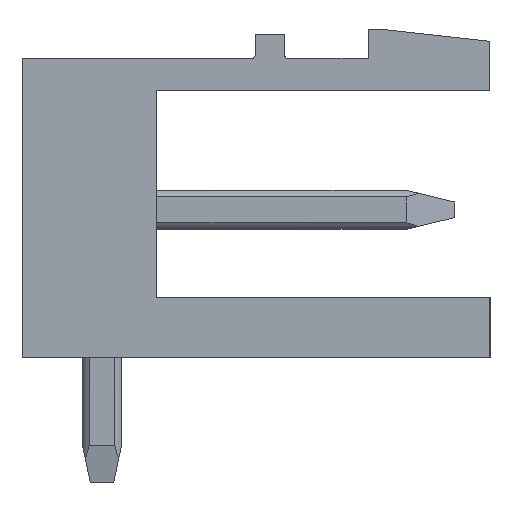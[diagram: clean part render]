
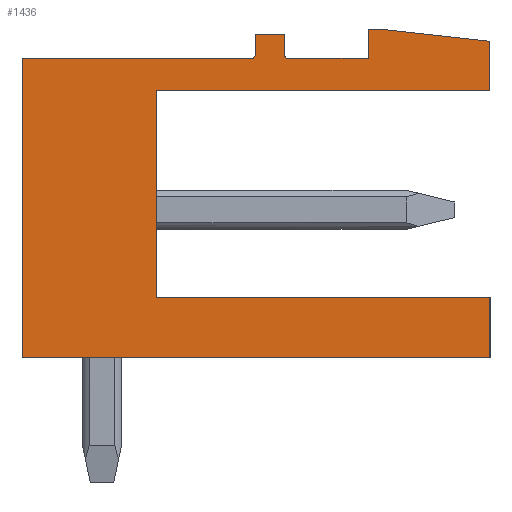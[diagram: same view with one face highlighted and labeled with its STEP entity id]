
A CAD part, left-side view. The second image highlights one B-rep face of the part: STEP entity #1436.
In plain terms, the highlighted planar face has unit normal (-1, 0, 0).
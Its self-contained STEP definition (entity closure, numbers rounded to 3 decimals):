
#348=AXIS2_PLACEMENT_3D('Circle Axis2P3D',#346,#347,$) ;
#479=AXIS2_PLACEMENT_3D('Circle Axis2P3D',#477,#478,$) ;
#1377=AXIS2_PLACEMENT_3D('Plane Axis2P3D',#1374,#1375,#1376) ;
#49=CARTESIAN_POINT('Vertex',(0.,2.8,11.63)) ;
#52=CARTESIAN_POINT('Line Origine',(0.,1.4,11.475)) ;
#56=CARTESIAN_POINT('Vertex',(0.,0.,11.32)) ;
#87=CARTESIAN_POINT('Vertex',(0.,3.12,11.63)) ;
#90=CARTESIAN_POINT('Line Origine',(0.,2.96,11.63)) ;
#286=CARTESIAN_POINT('Vertex',(0.,3.12,10.88)) ;
#289=CARTESIAN_POINT('Line Origine',(0.,3.12,11.255)) ;
#343=CARTESIAN_POINT('Vertex',(0.,5.27,10.98)) ;
#346=CARTESIAN_POINT('Axis2P3D Location',(0.,5.17,10.98)) ;
#350=CARTESIAN_POINT('Vertex',(0.,5.17,10.88)) ;
#381=CARTESIAN_POINT('Vertex',(0.,5.27,11.5)) ;
#384=CARTESIAN_POINT('Line Origine',(0.,5.27,11.24)) ;
#412=CARTESIAN_POINT('Vertex',(0.,6.02,11.5)) ;
#415=CARTESIAN_POINT('Line Origine',(0.,5.645,11.5)) ;
#443=CARTESIAN_POINT('Vertex',(0.,6.02,10.98)) ;
#446=CARTESIAN_POINT('Line Origine',(0.,6.02,11.24)) ;
#474=CARTESIAN_POINT('Vertex',(0.,6.12,10.88)) ;
#477=CARTESIAN_POINT('Axis2P3D Location',(0.,6.12,10.98)) ;
#505=CARTESIAN_POINT('Vertex',(0.,12.,10.88)) ;
#508=CARTESIAN_POINT('Line Origine',(0.,9.06,10.88)) ;
#536=CARTESIAN_POINT('Vertex',(0.,12.,3.2)) ;
#539=CARTESIAN_POINT('Line Origine',(0.,12.,7.04)) ;
#567=CARTESIAN_POINT('Vertex',(0.,0.,3.2)) ;
#570=CARTESIAN_POINT('Line Origine',(0.,6.,3.2)) ;
#1374=CARTESIAN_POINT('Axis2P3D Location',(0.,0.,0.)) ;
#1379=CARTESIAN_POINT('Line Origine',(0.,8.55,7.4)) ;
#1383=CARTESIAN_POINT('Vertex',(0.,8.55,4.74)) ;
#1385=CARTESIAN_POINT('Vertex',(0.,8.55,10.06)) ;
#1388=CARTESIAN_POINT('Line Origine',(0.,4.275,10.06)) ;
#1392=CARTESIAN_POINT('Vertex',(0.,0.,10.06)) ;
#1395=CARTESIAN_POINT('Line Origine',(0.,0.,10.69)) ;
#1400=CARTESIAN_POINT('Line Origine',(0.,4.145,10.88)) ;
#1405=CARTESIAN_POINT('Line Origine',(0.,0.,3.97)) ;
#1409=CARTESIAN_POINT('Vertex',(0.,0.,4.74)) ;
#1412=CARTESIAN_POINT('Line Origine',(0.,4.275,4.74)) ;
#53=DIRECTION('Vector Direction',(0.,0.994,0.11)) ;
#91=DIRECTION('Vector Direction',(0.,-1.,0.)) ;
#290=DIRECTION('Vector Direction',(0.,0.,-1.)) ;
#347=DIRECTION('Axis2P3D Direction',(-1.,0.,0.)) ;
#385=DIRECTION('Vector Direction',(0.,0.,-1.)) ;
#416=DIRECTION('Vector Direction',(0.,1.,0.)) ;
#447=DIRECTION('Vector Direction',(0.,0.,-1.)) ;
#478=DIRECTION('Axis2P3D Direction',(-1.,0.,0.)) ;
#509=DIRECTION('Vector Direction',(0.,1.,0.)) ;
#540=DIRECTION('Vector Direction',(0.,0.,-1.)) ;
#571=DIRECTION('Vector Direction',(0.,1.,0.)) ;
#1375=DIRECTION('Axis2P3D Direction',(-1.,0.,0.)) ;
#1376=DIRECTION('Axis2P3D XDirection',(0.,-1.,0.)) ;
#1380=DIRECTION('Vector Direction',(0.,0.,-1.)) ;
#1389=DIRECTION('Vector Direction',(0.,1.,0.)) ;
#1396=DIRECTION('Vector Direction',(0.,0.,1.)) ;
#1401=DIRECTION('Vector Direction',(0.,1.,0.)) ;
#1406=DIRECTION('Vector Direction',(0.,0.,-1.)) ;
#1413=DIRECTION('Vector Direction',(0.,-1.,0.)) ;
#54=VECTOR('Line Direction',#53,1.) ;
#92=VECTOR('Line Direction',#91,1.) ;
#291=VECTOR('Line Direction',#290,1.) ;
#386=VECTOR('Line Direction',#385,1.) ;
#417=VECTOR('Line Direction',#416,1.) ;
#448=VECTOR('Line Direction',#447,1.) ;
#510=VECTOR('Line Direction',#509,1.) ;
#541=VECTOR('Line Direction',#540,1.) ;
#572=VECTOR('Line Direction',#571,1.) ;
#1381=VECTOR('Line Direction',#1380,1.) ;
#1390=VECTOR('Line Direction',#1389,1.) ;
#1397=VECTOR('Line Direction',#1396,1.) ;
#1402=VECTOR('Line Direction',#1401,1.) ;
#1407=VECTOR('Line Direction',#1406,1.) ;
#1414=VECTOR('Line Direction',#1413,1.) ;
#1418=ORIENTED_EDGE('',*,*,#1387,.T.) ;
#1419=ORIENTED_EDGE('',*,*,#1394,.T.) ;
#1420=ORIENTED_EDGE('',*,*,#1399,.T.) ;
#1421=ORIENTED_EDGE('',*,*,#58,.T.) ;
#1422=ORIENTED_EDGE('',*,*,#94,.T.) ;
#1423=ORIENTED_EDGE('',*,*,#293,.T.) ;
#1424=ORIENTED_EDGE('',*,*,#1404,.T.) ;
#1425=ORIENTED_EDGE('',*,*,#352,.T.) ;
#1426=ORIENTED_EDGE('',*,*,#388,.T.) ;
#1427=ORIENTED_EDGE('',*,*,#419,.T.) ;
#1428=ORIENTED_EDGE('',*,*,#450,.T.) ;
#1429=ORIENTED_EDGE('',*,*,#481,.T.) ;
#1430=ORIENTED_EDGE('',*,*,#512,.T.) ;
#1431=ORIENTED_EDGE('',*,*,#543,.T.) ;
#1432=ORIENTED_EDGE('',*,*,#574,.T.) ;
#1433=ORIENTED_EDGE('',*,*,#1411,.T.) ;
#1434=ORIENTED_EDGE('',*,*,#1416,.T.) ;
#1436=ADVANCED_FACE('Housing',(#1435),#1378,.T.) ;
#349=CIRCLE('generated circle',#348,0.1) ;
#480=CIRCLE('generated circle',#479,0.1) ;
#58=EDGE_CURVE('',#57,#50,#55,.T.) ;
#94=EDGE_CURVE('',#50,#88,#93,.F.) ;
#293=EDGE_CURVE('',#88,#287,#292,.T.) ;
#352=EDGE_CURVE('',#351,#344,#349,.F.) ;
#388=EDGE_CURVE('',#344,#382,#387,.F.) ;
#419=EDGE_CURVE('',#382,#413,#418,.T.) ;
#450=EDGE_CURVE('',#413,#444,#449,.T.) ;
#481=EDGE_CURVE('',#444,#475,#480,.F.) ;
#512=EDGE_CURVE('',#475,#506,#511,.T.) ;
#543=EDGE_CURVE('',#506,#537,#542,.T.) ;
#574=EDGE_CURVE('',#537,#568,#573,.F.) ;
#1387=EDGE_CURVE('',#1384,#1386,#1382,.F.) ;
#1394=EDGE_CURVE('',#1386,#1393,#1391,.F.) ;
#1399=EDGE_CURVE('',#1393,#57,#1398,.T.) ;
#1404=EDGE_CURVE('',#287,#351,#1403,.T.) ;
#1411=EDGE_CURVE('',#568,#1410,#1408,.F.) ;
#1416=EDGE_CURVE('',#1410,#1384,#1415,.F.) ;
#1417=EDGE_LOOP('',(#1418,#1419,#1420,#1421,#1422,#1423,#1424,#1425,#1426,#1427,#1428,#1429,#1430,#1431,#1432,#1433,#1434)) ;
#1435=FACE_OUTER_BOUND('',#1417,.T.) ;
#55=LINE('Line',#52,#54) ;
#93=LINE('Line',#90,#92) ;
#292=LINE('Line',#289,#291) ;
#387=LINE('Line',#384,#386) ;
#418=LINE('Line',#415,#417) ;
#449=LINE('Line',#446,#448) ;
#511=LINE('Line',#508,#510) ;
#542=LINE('Line',#539,#541) ;
#573=LINE('Line',#570,#572) ;
#1382=LINE('Line',#1379,#1381) ;
#1391=LINE('Line',#1388,#1390) ;
#1398=LINE('Line',#1395,#1397) ;
#1403=LINE('Line',#1400,#1402) ;
#1408=LINE('Line',#1405,#1407) ;
#1415=LINE('Line',#1412,#1414) ;
#1378=PLANE('',#1377) ;
#50=VERTEX_POINT('',#49) ;
#57=VERTEX_POINT('',#56) ;
#88=VERTEX_POINT('',#87) ;
#287=VERTEX_POINT('',#286) ;
#344=VERTEX_POINT('',#343) ;
#351=VERTEX_POINT('',#350) ;
#382=VERTEX_POINT('',#381) ;
#413=VERTEX_POINT('',#412) ;
#444=VERTEX_POINT('',#443) ;
#475=VERTEX_POINT('',#474) ;
#506=VERTEX_POINT('',#505) ;
#537=VERTEX_POINT('',#536) ;
#568=VERTEX_POINT('',#567) ;
#1384=VERTEX_POINT('',#1383) ;
#1386=VERTEX_POINT('',#1385) ;
#1393=VERTEX_POINT('',#1392) ;
#1410=VERTEX_POINT('',#1409) ;
